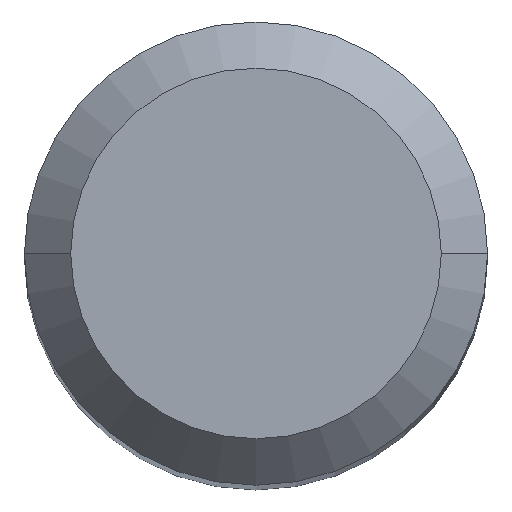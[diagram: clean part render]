
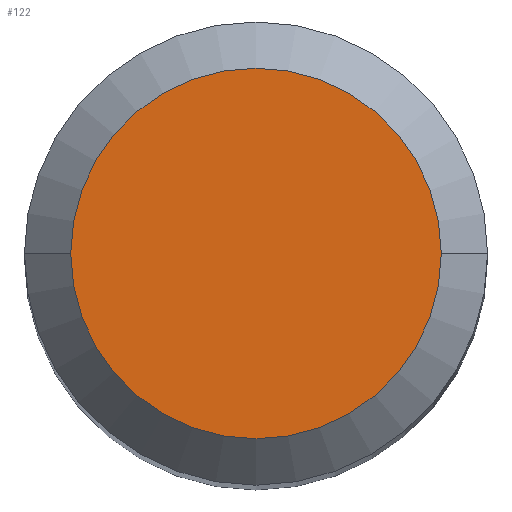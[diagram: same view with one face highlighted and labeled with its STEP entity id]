
A CAD part, top view. The second image highlights one B-rep face of the part: STEP entity #122.
In plain terms, the highlighted planar face has unit normal (0, 0, 1).
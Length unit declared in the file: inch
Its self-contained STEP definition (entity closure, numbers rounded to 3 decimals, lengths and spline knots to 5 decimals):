
#3 = EDGE_CURVE ( 'NONE', #52, #313, #203, .T. ) ;
#22 = CARTESIAN_POINT ( 'NONE',  ( 0., 0., 0. ) ) ;
#33 = DIRECTION ( 'NONE',  ( -1., 0., 0. ) ) ;
#45 = CARTESIAN_POINT ( 'NONE',  ( 0., 0., 0. ) ) ;
#52 = VERTEX_POINT ( 'NONE', #229 ) ;
#87 = CIRCLE ( 'NONE', #354, 0.09448 ) ;
#94 = AXIS2_PLACEMENT_3D ( 'NONE', #299, #303, #33 ) ;
#96 = DIRECTION ( 'NONE',  ( 1., 0., 0. ) ) ;
#122 = ADVANCED_FACE ( 'NONE', ( #480 ), #157, .F. ) ;
#136 = DIRECTION ( 'NONE',  ( 0., 0., 1. ) ) ;
#139 = ORIENTED_EDGE ( 'NONE', *, *, #485, .T. ) ;
#157 = PLANE ( 'NONE',  #94 ) ;
#181 = DIRECTION ( 'NONE',  ( 1., 0., 0. ) ) ;
#199 = EDGE_LOOP ( 'NONE', ( #265, #139 ) ) ;
#203 = CIRCLE ( 'NONE', #212, 0.09448 ) ;
#212 = AXIS2_PLACEMENT_3D ( 'NONE', #45, #136, #96 ) ;
#229 = CARTESIAN_POINT ( 'NONE',  ( -0.09448, 0., 0. ) ) ;
#258 = CARTESIAN_POINT ( 'NONE',  ( 0.09448, 0., 0. ) ) ;
#265 = ORIENTED_EDGE ( 'NONE', *, *, #3, .T. ) ;
#299 = CARTESIAN_POINT ( 'NONE',  ( 0., 0., 0. ) ) ;
#303 = DIRECTION ( 'NONE',  ( 0., 0., -1. ) ) ;
#313 = VERTEX_POINT ( 'NONE', #258 ) ;
#354 = AXIS2_PLACEMENT_3D ( 'NONE', #22, #469, #181 ) ;
#469 = DIRECTION ( 'NONE',  ( 0., 0., 1. ) ) ;
#480 = FACE_OUTER_BOUND ( 'NONE', #199, .T. ) ;
#485 = EDGE_CURVE ( 'NONE', #313, #52, #87, .T. ) ;
